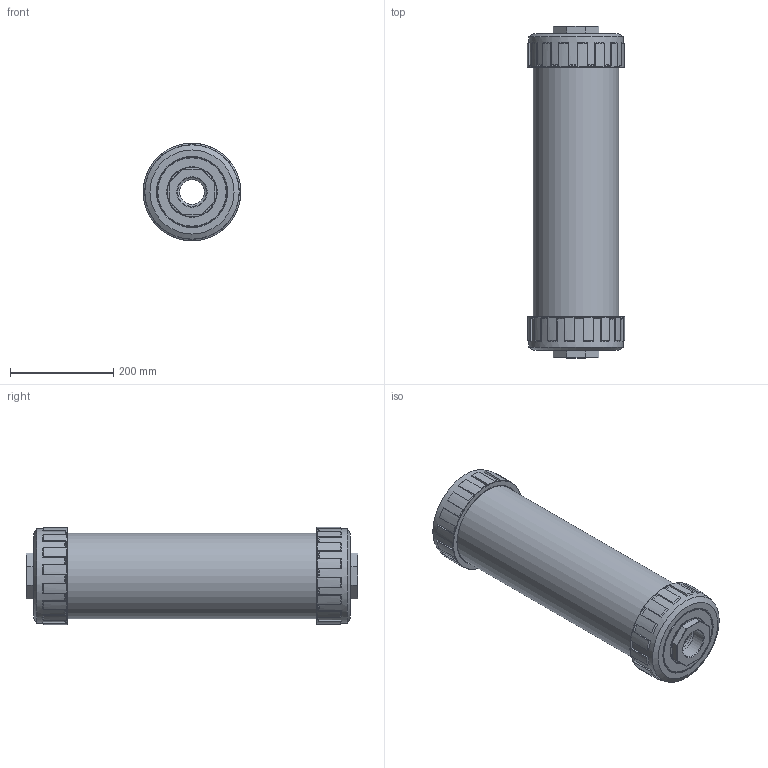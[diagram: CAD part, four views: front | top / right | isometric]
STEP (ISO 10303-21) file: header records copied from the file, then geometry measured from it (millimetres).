
FILE_DESCRIPTION((''),'2;1');
FILE_NAME('CVG-6000-SS-20N_R0.stp','2021-11-18T16:01:04',('Engineering'),(''),'Autodesk Inventor 2009','Autodesk Inventor 2009','');
FILE_SCHEMA(('CONFIG_CONTROL_DESIGN'));
Length unit declared in the file: inch
Products named in the file (1): Part1
Bounding box: 189.04 x 643.59 x 189.04 mm (x, y, z)
Volume: 936935.6 mm3; surface area: 1475343.1 mm2
Topology: 1 solids, 2 shells, 355 faces, 903 edges, 574 vertices
Faces by surface type: plane 132, cone 92, cylinder 81, bspline 32, torus 18
Full cylindrical faces by diameter (mm): 48.26 x2, 56.356 x2, 126.492 x2, 132.994 x2, 134.62 x2, 135 x1, 136.8 x2, 145 x1, 146.304 x4, 151.638 x4, 152.4 x3, 158.75 x2, 165 x19, 165.1 x1, 166 x22, 182.9 x2, 189.1 x2
Entity records: 21804 total; most frequent: CARTESIAN_POINT 14831, ORIENTED_EDGE 1352, DIRECTION 1304, EDGE_CURVE 676, AXIS2_PLACEMENT_3D 537, VERTEX_POINT 476, EDGE_LOOP 430, FACE_OUTER_BOUND 314
